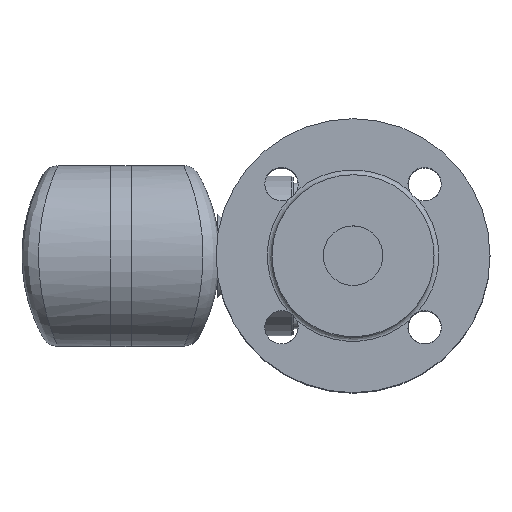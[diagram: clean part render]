
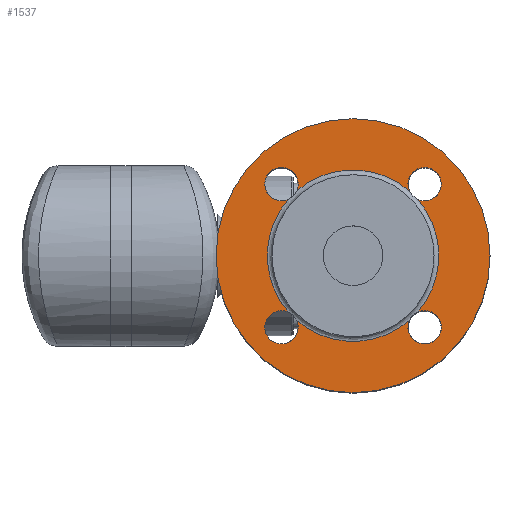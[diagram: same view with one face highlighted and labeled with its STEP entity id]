
A CAD part, top view. The second image highlights one B-rep face of the part: STEP entity #1537.
In plain terms, the highlighted planar face has unit normal (0, 0, 1).
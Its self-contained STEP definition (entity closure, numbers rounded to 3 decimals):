
#1023=CARTESIAN_POINT('',(150.5,0.0,92.));
#1024=VERTEX_POINT('',#1023);
#1025=CARTESIAN_POINT('',(93.,0.0,92.));
#1026=DIRECTION('',(0.0,0.0,1.0));
#1027=DIRECTION('',(1.0,0.0,0.0));
#1028=AXIS2_PLACEMENT_3D('',#1025,#1026,#1027);
#1029=CIRCLE('',#1028,57.5);
#1030=EDGE_CURVE('',#1024,#1024,#1029,.T.);
#1091=CARTESIAN_POINT('',(120.09,-23.71,92.));
#1092=VERTEX_POINT('',#1091);
#1093=CARTESIAN_POINT('',(116.71,-27.09,92.));
#1094=VERTEX_POINT('',#1093);
#1110=CARTESIAN_POINT('',(120.09,23.71,92.));
#1111=VERTEX_POINT('',#1110);
#1112=CARTESIAN_POINT('',(93.,0.0,92.));
#1113=DIRECTION('',(0.0,0.0,1.0));
#1114=DIRECTION('',(-1.0,0.0,0.0));
#1115=AXIS2_PLACEMENT_3D('',#1112,#1113,#1114);
#1116=CIRCLE('',#1115,36.);
#1117=EDGE_CURVE('',#1092,#1111,#1116,.T.);
#1119=CARTESIAN_POINT('',(116.71,27.09,92.));
#1120=VERTEX_POINT('',#1119);
#1136=CARTESIAN_POINT('',(69.29,27.09,92.));
#1137=VERTEX_POINT('',#1136);
#1138=CARTESIAN_POINT('',(93.,0.0,92.));
#1139=DIRECTION('',(0.0,0.0,1.0));
#1140=DIRECTION('',(-1.0,0.0,0.0));
#1141=AXIS2_PLACEMENT_3D('',#1138,#1139,#1140);
#1142=CIRCLE('',#1141,36.);
#1143=EDGE_CURVE('',#1120,#1137,#1142,.T.);
#1145=CARTESIAN_POINT('',(65.91,23.71,92.));
#1146=VERTEX_POINT('',#1145);
#1162=CARTESIAN_POINT('',(65.91,-23.71,92.));
#1163=VERTEX_POINT('',#1162);
#1164=CARTESIAN_POINT('',(93.,0.0,92.));
#1165=DIRECTION('',(0.0,0.0,1.0));
#1166=DIRECTION('',(-1.0,0.0,0.0));
#1167=AXIS2_PLACEMENT_3D('',#1164,#1165,#1166);
#1168=CIRCLE('',#1167,36.);
#1169=EDGE_CURVE('',#1146,#1163,#1168,.T.);
#1171=CARTESIAN_POINT('',(69.29,-27.09,92.));
#1172=VERTEX_POINT('',#1171);
#1188=CARTESIAN_POINT('',(93.,0.0,92.));
#1189=DIRECTION('',(0.0,0.0,1.0));
#1190=DIRECTION('',(-1.0,0.0,0.0));
#1191=AXIS2_PLACEMENT_3D('',#1188,#1189,#1190);
#1192=CIRCLE('',#1191,36.);
#1193=EDGE_CURVE('',#1172,#1094,#1192,.T.);
#1238=CARTESIAN_POINT('',(123.052,30.052,92.));
#1239=DIRECTION('',(0.0,0.0,-1.0));
#1240=DIRECTION('',(0.0,-1.0,0.0));
#1241=AXIS2_PLACEMENT_3D('',#1238,#1239,#1240);
#1242=CIRCLE('',#1241,7.);
#1243=EDGE_CURVE('',#1120,#1111,#1242,.T.);
#1278=CARTESIAN_POINT('',(123.052,-30.052,92.));
#1279=DIRECTION('',(0.0,0.0,-1.0));
#1280=DIRECTION('',(-1.0,0.0,0.0));
#1281=AXIS2_PLACEMENT_3D('',#1278,#1279,#1280);
#1282=CIRCLE('',#1281,7.);
#1283=EDGE_CURVE('',#1092,#1094,#1282,.T.);
#1318=CARTESIAN_POINT('',(62.948,-30.052,92.));
#1319=DIRECTION('',(0.0,0.0,-1.0));
#1320=DIRECTION('',(0.0,1.0,0.0));
#1321=AXIS2_PLACEMENT_3D('',#1318,#1319,#1320);
#1322=CIRCLE('',#1321,7.);
#1323=EDGE_CURVE('',#1172,#1163,#1322,.T.);
#1358=CARTESIAN_POINT('',(62.948,30.052,92.));
#1359=DIRECTION('',(0.0,0.0,-1.0));
#1360=DIRECTION('',(1.0,0.0,0.0));
#1361=AXIS2_PLACEMENT_3D('',#1358,#1359,#1360);
#1362=CIRCLE('',#1361,7.);
#1363=EDGE_CURVE('',#1146,#1137,#1362,.T.);
#1519=CARTESIAN_POINT('',(138.75,0.0,92.));
#1520=DIRECTION('',(0.0,0.0,1.0));
#1521=DIRECTION('',(1.0,0.0,0.0));
#1522=AXIS2_PLACEMENT_3D('',#1519,#1520,#1521);
#1523=PLANE('',#1522);
#1524=ORIENTED_EDGE('',*,*,#1030,.T.);
#1525=EDGE_LOOP('',(#1524));
#1526=FACE_OUTER_BOUND('',#1525,.T.);
#1527=ORIENTED_EDGE('',*,*,#1193,.F.);
#1528=ORIENTED_EDGE('',*,*,#1323,.T.);
#1529=ORIENTED_EDGE('',*,*,#1169,.F.);
#1530=ORIENTED_EDGE('',*,*,#1363,.T.);
#1531=ORIENTED_EDGE('',*,*,#1143,.F.);
#1532=ORIENTED_EDGE('',*,*,#1243,.T.);
#1533=ORIENTED_EDGE('',*,*,#1117,.F.);
#1534=ORIENTED_EDGE('',*,*,#1283,.T.);
#1535=EDGE_LOOP('',(#1527,#1528,#1529,#1530,#1531,#1532,#1533,#1534));
#1536=FACE_BOUND('',#1535,.T.);
#1537=ADVANCED_FACE('',(#1526,#1536),#1523,.T.);
